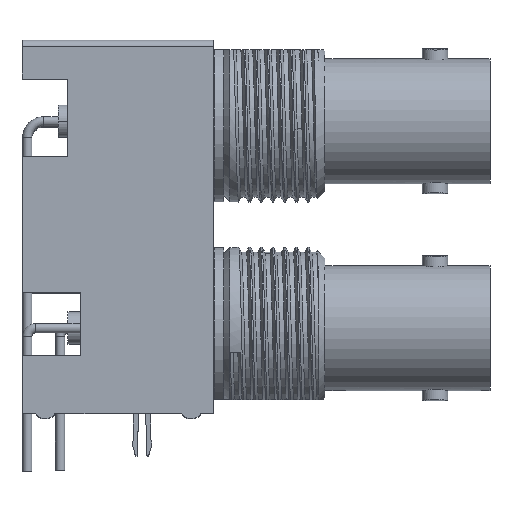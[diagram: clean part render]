
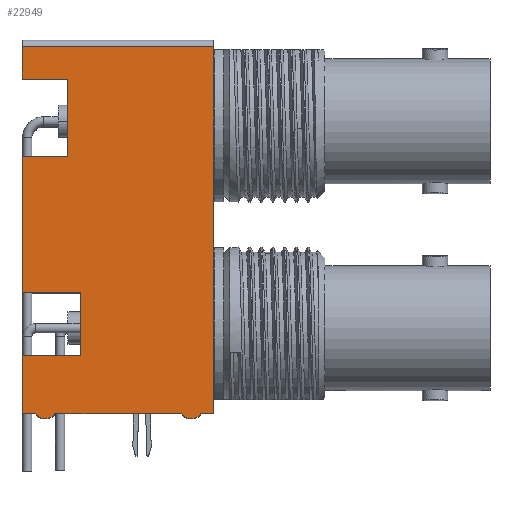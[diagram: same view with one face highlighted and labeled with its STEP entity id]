
A CAD part, top view. The second image highlights one B-rep face of the part: STEP entity #22949.
In plain terms, the highlighted planar face has unit normal (0, 0, 1).
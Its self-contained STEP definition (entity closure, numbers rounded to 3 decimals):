
#1555=DIRECTION('',(0.,-1.,0.));
#1556=VECTOR('',#1555,28.372);
#1557=CARTESIAN_POINT('',(15.611,13.932,7.2));
#1558=LINE('',#1557,#1556);
#1601=DIRECTION('',(0.,1.,0.));
#1602=VECTOR('',#1601,4.5);
#1603=CARTESIAN_POINT('',(0.76,-14.44,7.2));
#1604=LINE('',#1603,#1602);
#1605=DIRECTION('',(0.,1.,0.));
#1606=VECTOR('',#1605,4.849);
#1607=CARTESIAN_POINT('',(5.318,-9.94,7.2));
#1608=LINE('',#1607,#1606);
#1609=DIRECTION('',(1.,0.,0.));
#1610=VECTOR('',#1609,4.556);
#1611=CARTESIAN_POINT('',(0.762,-5.09,7.2));
#1612=LINE('',#1611,#1610);
#1613=DIRECTION('',(1.,0.,0.));
#1614=VECTOR('',#1613,3.556);
#1615=CARTESIAN_POINT('',(0.762,5.461,7.2));
#1616=LINE('',#1615,#1614);
#1617=DIRECTION('',(1.,0.,0.));
#1618=VECTOR('',#1617,3.556);
#1619=CARTESIAN_POINT('',(0.762,11.443,7.2));
#1620=LINE('',#1619,#1618);
#1621=DIRECTION('',(0.,-1.,0.));
#1622=VECTOR('',#1621,2.489);
#1623=CARTESIAN_POINT('',(0.762,13.932,7.2));
#1624=LINE('',#1623,#1622);
#1625=CARTESIAN_POINT('',(13.977,-14.111,7.2));
#1626=DIRECTION('',(0.,0.,1.));
#1627=DIRECTION('',(0.,-1.,0.));
#1628=AXIS2_PLACEMENT_3D('',#1625,#1626,#1627);
#1630=CARTESIAN_POINT('',(13.713,-14.111,7.2));
#1631=DIRECTION('',(0.,0.,1.));
#1632=DIRECTION('',(-0.883,-0.47,0.));
#1633=AXIS2_PLACEMENT_3D('',#1630,#1631,#1632);
#1635=CARTESIAN_POINT('',(2.684,-14.111,7.2));
#1636=DIRECTION('',(0.,0.,1.));
#1637=DIRECTION('',(0.,-1.,0.));
#1638=AXIS2_PLACEMENT_3D('',#1635,#1636,#1637);
#1640=CARTESIAN_POINT('',(2.42,-14.111,7.2));
#1641=DIRECTION('',(0.,0.,1.));
#1642=DIRECTION('',(-0.883,-0.47,0.));
#1643=AXIS2_PLACEMENT_3D('',#1640,#1641,#1642);
#1653=DIRECTION('',(1.,0.,0.));
#1654=VECTOR('',#1653,1.042);
#1655=CARTESIAN_POINT('',(0.76,-14.44,7.2));
#1656=LINE('',#1655,#1654);
#1669=DIRECTION('',(1.,0.,0.));
#1670=VECTOR('',#1669,9.793);
#1671=CARTESIAN_POINT('',(3.302,-14.44,7.2));
#1672=LINE('',#1671,#1670);
#1685=DIRECTION('',(1.,0.,0.));
#1686=VECTOR('',#1685,1.016);
#1687=CARTESIAN_POINT('',(14.595,-14.44,7.2));
#1688=LINE('',#1687,#1686);
#1847=DIRECTION('',(-1.,0.,0.));
#1848=VECTOR('',#1847,0.264);
#1849=CARTESIAN_POINT('',(2.684,-14.811,7.2));
#1850=LINE('',#1849,#1848);
#1873=DIRECTION('',(-1.,0.,0.));
#1874=VECTOR('',#1873,0.264);
#1875=CARTESIAN_POINT('',(13.977,-14.811,7.2));
#1876=LINE('',#1875,#1874);
#2143=DIRECTION('',(0.,-1.,0.));
#2144=VECTOR('',#2143,5.981);
#2145=CARTESIAN_POINT('',(4.318,11.443,7.2));
#2146=LINE('',#2145,#2144);
#2173=DIRECTION('',(0.,-1.,0.));
#2174=VECTOR('',#2173,10.552);
#2175=CARTESIAN_POINT('',(0.762,5.461,7.2));
#2176=LINE('',#2175,#2174);
#2267=DIRECTION('',(-1.,0.,0.));
#2268=VECTOR('',#2267,4.558);
#2269=CARTESIAN_POINT('',(5.318,-9.94,7.2));
#2270=LINE('',#2269,#2268);
#3237=DIRECTION('',(1.,0.,0.));
#3238=VECTOR('',#3237,14.849);
#3239=CARTESIAN_POINT('',(0.762,13.932,7.2));
#3240=LINE('',#3239,#3238);
#18535=CARTESIAN_POINT('',(15.611,-14.44,7.2));
#18537=VERTEX_POINT('',#18535);
#18551=CARTESIAN_POINT('',(4.318,11.443,7.2));
#18552=VERTEX_POINT('',#18551);
#18556=CARTESIAN_POINT('',(15.611,13.932,7.2));
#18558=VERTEX_POINT('',#18556);
#18595=CARTESIAN_POINT('',(0.762,13.932,7.2));
#18596=CARTESIAN_POINT('',(0.762,11.443,7.2));
#18597=VERTEX_POINT('',#18595);
#18598=VERTEX_POINT('',#18596);
#18619=CARTESIAN_POINT('',(13.977,-14.811,7.2));
#18620=CARTESIAN_POINT('',(14.595,-14.44,7.2));
#18621=VERTEX_POINT('',#18619);
#18622=VERTEX_POINT('',#18620);
#18631=CARTESIAN_POINT('',(13.095,-14.44,7.2));
#18632=VERTEX_POINT('',#18631);
#18633=CARTESIAN_POINT('',(13.713,-14.811,7.2));
#18634=VERTEX_POINT('',#18633);
#18655=CARTESIAN_POINT('',(1.802,-14.44,7.2));
#18656=VERTEX_POINT('',#18655);
#18657=CARTESIAN_POINT('',(2.42,-14.811,7.2));
#18658=VERTEX_POINT('',#18657);
#18659=CARTESIAN_POINT('',(2.684,-14.811,7.2));
#18660=CARTESIAN_POINT('',(3.302,-14.44,7.2));
#18661=VERTEX_POINT('',#18659);
#18662=VERTEX_POINT('',#18660);
#18707=CARTESIAN_POINT('',(5.318,-9.94,7.2));
#18708=VERTEX_POINT('',#18707);
#18719=CARTESIAN_POINT('',(0.762,-5.09,7.2));
#18721=VERTEX_POINT('',#18719);
#18731=CARTESIAN_POINT('',(5.318,-5.09,7.2));
#18732=VERTEX_POINT('',#18731);
#18737=CARTESIAN_POINT('',(0.762,5.461,7.2));
#18738=CARTESIAN_POINT('',(4.318,5.461,7.2));
#18739=VERTEX_POINT('',#18737);
#18740=VERTEX_POINT('',#18738);
#18763=CARTESIAN_POINT('',(0.76,-14.44,7.2));
#18764=CARTESIAN_POINT('',(0.76,-9.94,7.2));
#18765=VERTEX_POINT('',#18763);
#18766=VERTEX_POINT('',#18764);
#22904=CARTESIAN_POINT('',(0.,14.44,7.2));
#22905=DIRECTION('',(0.,0.,1.));
#22906=DIRECTION('',(0.,-1.,0.));
#22907=AXIS2_PLACEMENT_3D('',#22904,#22905,#22906);
#22908=PLANE('',#22907);
#22910=ORIENTED_EDGE('',*,*,#22909,.T.);
#22912=ORIENTED_EDGE('',*,*,#22911,.F.);
#22914=ORIENTED_EDGE('',*,*,#22913,.T.);
#22916=ORIENTED_EDGE('',*,*,#22915,.F.);
#22918=ORIENTED_EDGE('',*,*,#22917,.F.);
#22920=ORIENTED_EDGE('',*,*,#22919,.T.);
#22922=ORIENTED_EDGE('',*,*,#22921,.F.);
#22924=ORIENTED_EDGE('',*,*,#22923,.F.);
#22925=ORIENTED_EDGE('',*,*,#22886,.F.);
#22927=ORIENTED_EDGE('',*,*,#22926,.T.);
#22928=ORIENTED_EDGE('',*,*,#22846,.T.);
#22930=ORIENTED_EDGE('',*,*,#22929,.F.);
#22932=ORIENTED_EDGE('',*,*,#22931,.F.);
#22934=ORIENTED_EDGE('',*,*,#22933,.T.);
#22936=ORIENTED_EDGE('',*,*,#22935,.F.);
#22938=ORIENTED_EDGE('',*,*,#22937,.F.);
#22940=ORIENTED_EDGE('',*,*,#22939,.F.);
#22942=ORIENTED_EDGE('',*,*,#22941,.T.);
#22944=ORIENTED_EDGE('',*,*,#22943,.F.);
#22946=ORIENTED_EDGE('',*,*,#22945,.F.);
#22947=EDGE_LOOP('',(#22910,#22912,#22914,#22916,#22918,#22920,#22922,#22924,
#22925,#22927,#22928,#22930,#22932,#22934,#22936,#22938,#22940,#22942,#22944,
#22946));
#22948=FACE_OUTER_BOUND('',#22947,.F.);
#22949=ADVANCED_FACE('',(#22948),#22908,.T.);
#1629=CIRCLE('',#1628,0.7);
#1634=CIRCLE('',#1633,0.7);
#1639=CIRCLE('',#1638,0.7);
#1644=CIRCLE('',#1643,0.7);
#22846=EDGE_CURVE('',#18558,#18537,#1558,.T.);
#22886=EDGE_CURVE('',#18597,#18598,#1624,.T.);
#22909=EDGE_CURVE('',#18765,#18766,#1604,.T.);
#22911=EDGE_CURVE('',#18708,#18766,#2270,.T.);
#22913=EDGE_CURVE('',#18708,#18732,#1608,.T.);
#22915=EDGE_CURVE('',#18721,#18732,#1612,.T.);
#22917=EDGE_CURVE('',#18739,#18721,#2176,.T.);
#22919=EDGE_CURVE('',#18739,#18740,#1616,.T.);
#22921=EDGE_CURVE('',#18552,#18740,#2146,.T.);
#22923=EDGE_CURVE('',#18598,#18552,#1620,.T.);
#22926=EDGE_CURVE('',#18597,#18558,#3240,.T.);
#22929=EDGE_CURVE('',#18622,#18537,#1688,.T.);
#22931=EDGE_CURVE('',#18621,#18622,#1629,.T.);
#22933=EDGE_CURVE('',#18621,#18634,#1876,.T.);
#22935=EDGE_CURVE('',#18632,#18634,#1634,.T.);
#22937=EDGE_CURVE('',#18662,#18632,#1672,.T.);
#22939=EDGE_CURVE('',#18661,#18662,#1639,.T.);
#22941=EDGE_CURVE('',#18661,#18658,#1850,.T.);
#22943=EDGE_CURVE('',#18656,#18658,#1644,.T.);
#22945=EDGE_CURVE('',#18765,#18656,#1656,.T.);
